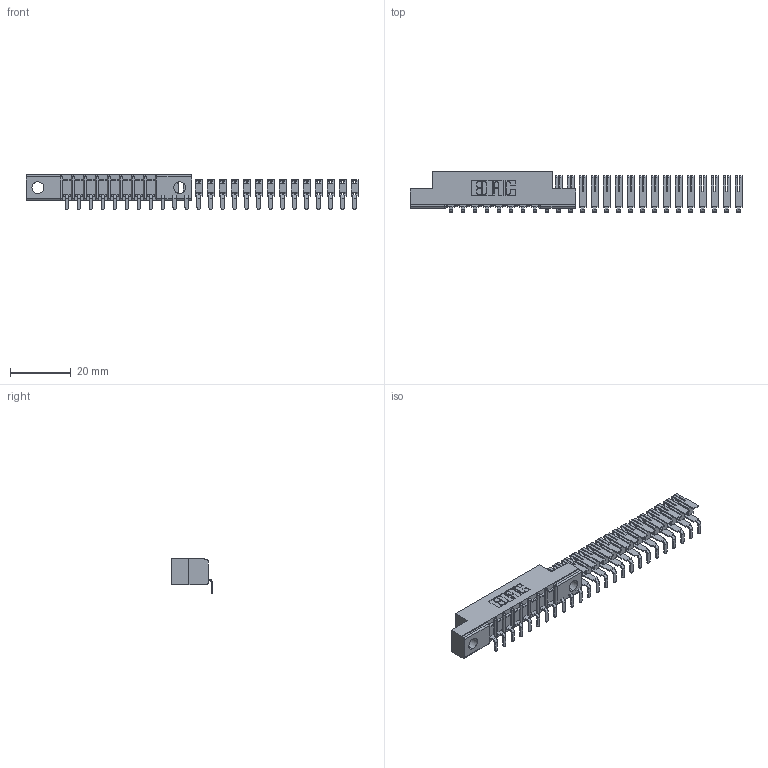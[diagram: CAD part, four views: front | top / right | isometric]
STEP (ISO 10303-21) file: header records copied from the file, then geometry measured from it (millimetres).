
FILE_DESCRIPTION (( 'STEP AP203' ), '1' );
FILE_NAME ('357-025-553-102.STEP', '2018-08-09T02:10:37', ( '' ), ( '' ), 'SwSTEP 2.0', 'SolidWorks 2016', '' );
FILE_SCHEMA (( 'CONFIG_CONTROL_DESIGN' ));
Length unit declared in the file: inch
Products named in the file (3): 307 Part_.128 Dia Mounting Holes; 307-290-002_553; 357-025-553-102
Assembly tree (26 placements, depth 2):
  357-025-553-102
    307 Part_.128 Dia Mounting Holes
    307-290-002_553  x25
Bounding box: 109.72 x 13.32 x 11.51 mm (x, y, z)
Volume: 4008.6 mm3; surface area: 9235.1 mm2
Topology: 26 solids, 26 shells, 1737 faces, 5335 edges, 3530 vertices
Faces by surface type: plane 1041, cylinder 678, sphere 18
Entity records: 12450 total; most frequent: CARTESIAN_POINT 2021, DIRECTION 1997, ORIENTED_EDGE 1994, EDGE_CURVE 997, LINE 745, VECTOR 745, VERTEX_POINT 650, AXIS2_PLACEMENT_3D 626
